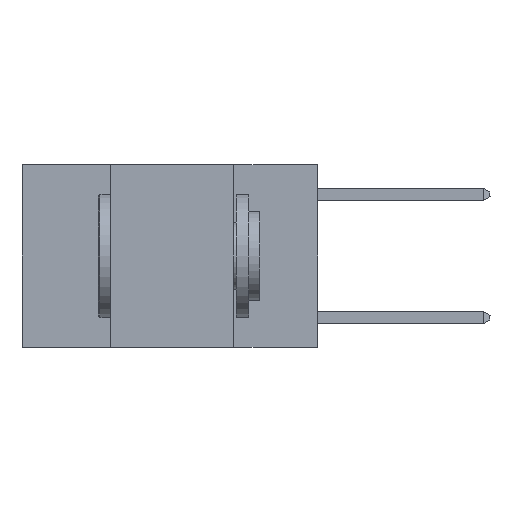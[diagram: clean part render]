
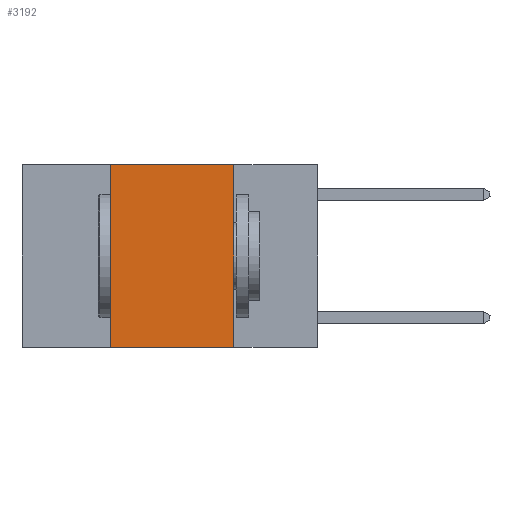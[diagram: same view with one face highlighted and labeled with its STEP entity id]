
A CAD part, left-side view. The second image highlights one B-rep face of the part: STEP entity #3192.
In plain terms, the highlighted planar face has unit normal (-1, 0, 0).
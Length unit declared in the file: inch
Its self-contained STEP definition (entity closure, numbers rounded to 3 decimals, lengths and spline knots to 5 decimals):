
#60 = CARTESIAN_POINT ( 'NONE',  ( 0., 0.17, 0. ) ) ;
#1688 = VECTOR ( 'NONE', #1793, 39.37008 ) ;
#1689 = ORIENTED_EDGE ( 'NONE', *, *, #6274, .T. ) ;
#1793 = DIRECTION ( 'NONE',  ( 0., 0., 1. ) ) ;
#1909 = CARTESIAN_POINT ( 'NONE',  ( 0., 0.6, 0. ) ) ;
#2009 = DIRECTION ( 'NONE',  ( 0., -1., 0. ) ) ;
#2130 = DIRECTION ( 'NONE',  ( 1., 0., 0. ) ) ;
#2465 = ORIENTED_EDGE ( 'NONE', *, *, #4840, .F. ) ;
#3015 = CARTESIAN_POINT ( 'NONE',  ( 0., 0.42, -0.37 ) ) ;
#3021 = FACE_OUTER_BOUND ( 'NONE', #13492, .T. ) ;
#3192 = ADVANCED_FACE ( 'NONE', ( #3021 ), #5384, .F. ) ;
#3218 = DIRECTION ( 'NONE',  ( 0., 0., -1. ) ) ;
#3304 = DIRECTION ( 'NONE',  ( 0., 0., -1. ) ) ;
#3561 = VECTOR ( 'NONE', #3304, 39.37008 ) ;
#4209 = AXIS2_PLACEMENT_3D ( 'NONE', #8510, #2130, #3218 ) ;
#4668 = ORIENTED_EDGE ( 'NONE', *, *, #10619, .F. ) ;
#4817 = VERTEX_POINT ( 'NONE', #11283 ) ;
#4840 = EDGE_CURVE ( 'NONE', #13486, #4817, #6052, .T. ) ;
#4971 = CARTESIAN_POINT ( 'NONE',  ( 0., 0.6, -0.37 ) ) ;
#5384 = PLANE ( 'NONE',  #4209 ) ;
#6052 = LINE ( 'NONE', #11213, #1688 ) ;
#6274 = EDGE_CURVE ( 'NONE', #13486, #9489, #11434, .T. ) ;
#6374 = EDGE_CURVE ( 'NONE', #9324, #9489, #10601, .T. ) ;
#7022 = CARTESIAN_POINT ( 'NONE',  ( 0., 0.17, -0.37 ) ) ;
#8309 = ORIENTED_EDGE ( 'NONE', *, *, #6374, .F. ) ;
#8510 = CARTESIAN_POINT ( 'NONE',  ( 0., 0.6, 0. ) ) ;
#9324 = VERTEX_POINT ( 'NONE', #11542 ) ;
#9489 = VERTEX_POINT ( 'NONE', #7022 ) ;
#9636 = VECTOR ( 'NONE', #11475, 39.37008 ) ;
#10601 = LINE ( 'NONE', #60, #3561 ) ;
#10619 = EDGE_CURVE ( 'NONE', #4817, #9324, #11336, .T. ) ;
#11213 = CARTESIAN_POINT ( 'NONE',  ( 0., 0.42, 0. ) ) ;
#11283 = CARTESIAN_POINT ( 'NONE',  ( 0., 0.42, 0. ) ) ;
#11336 = LINE ( 'NONE', #1909, #9636 ) ;
#11434 = LINE ( 'NONE', #4971, #12743 ) ;
#11475 = DIRECTION ( 'NONE',  ( 0., -1., 0. ) ) ;
#11542 = CARTESIAN_POINT ( 'NONE',  ( 0., 0.17, 0. ) ) ;
#12743 = VECTOR ( 'NONE', #2009, 39.37008 ) ;
#13486 = VERTEX_POINT ( 'NONE', #3015 ) ;
#13492 = EDGE_LOOP ( 'NONE', ( #8309, #4668, #2465, #1689 ) ) ;
